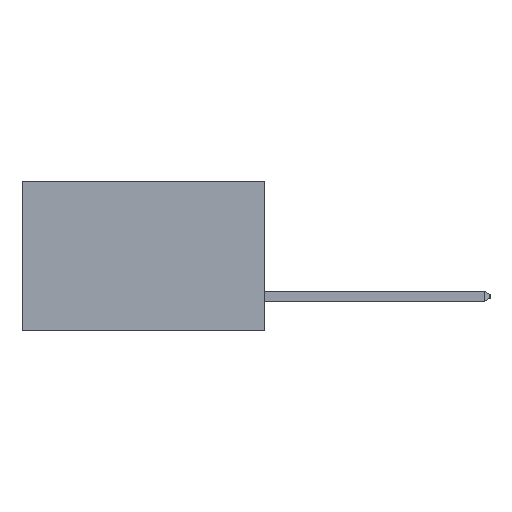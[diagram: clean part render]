
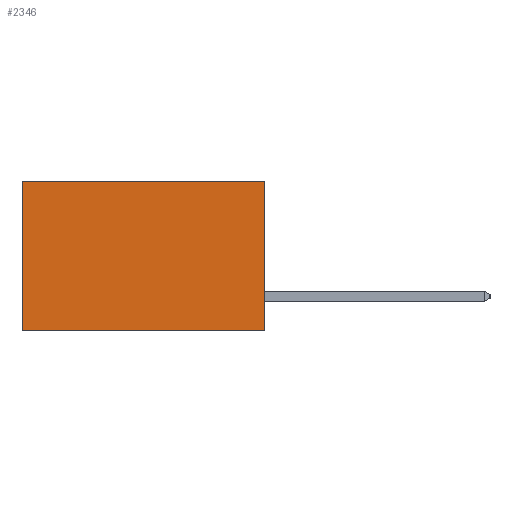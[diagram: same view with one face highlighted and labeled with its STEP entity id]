
A CAD part, left-side view. The second image highlights one B-rep face of the part: STEP entity #2346.
In plain terms, the highlighted planar face has unit normal (-1, 0, 0).
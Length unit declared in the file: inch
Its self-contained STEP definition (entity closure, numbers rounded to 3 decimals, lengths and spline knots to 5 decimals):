
#967 = EDGE_CURVE ( 'NONE', #11760, #2087, #18695, .T. ) ;
#1606 = CARTESIAN_POINT ( 'NONE',  ( 0.2615, 0., 0. ) ) ;
#2087 = VERTEX_POINT ( 'NONE', #13343 ) ;
#2346 = ADVANCED_FACE ( 'NONE', ( #7276 ), #3368, .F. ) ;
#2853 = AXIS2_PLACEMENT_3D ( 'NONE', #3592, #3302, #3281 ) ;
#3281 = DIRECTION ( 'NONE',  ( 0., 0., -1. ) ) ;
#3302 = DIRECTION ( 'NONE',  ( 1., 0., 0. ) ) ;
#3368 = PLANE ( 'NONE',  #2853 ) ;
#3547 = VECTOR ( 'NONE', #8544, 39.37008 ) ;
#3592 = CARTESIAN_POINT ( 'NONE',  ( 0.2615, 0., -0.37 ) ) ;
#4382 = VERTEX_POINT ( 'NONE', #7299 ) ;
#4533 = ORIENTED_EDGE ( 'NONE', *, *, #15368, .F. ) ;
#4890 = ORIENTED_EDGE ( 'NONE', *, *, #967, .T. ) ;
#5375 = CARTESIAN_POINT ( 'NONE',  ( 0.2615, 0., -0.37 ) ) ;
#5789 = EDGE_CURVE ( 'NONE', #12575, #11760, #14114, .T. ) ;
#6563 = VECTOR ( 'NONE', #9825, 39.37008 ) ;
#7007 = LINE ( 'NONE', #5375, #6563 ) ;
#7276 = FACE_OUTER_BOUND ( 'NONE', #12993, .T. ) ;
#7299 = CARTESIAN_POINT ( 'NONE',  ( 0.2615, 0., -0.37 ) ) ;
#7541 = ORIENTED_EDGE ( 'NONE', *, *, #5789, .T. ) ;
#7699 = CARTESIAN_POINT ( 'NONE',  ( 0.2615, 0.6, -0.37 ) ) ;
#8544 = DIRECTION ( 'NONE',  ( 0., 0., -1. ) ) ;
#9825 = DIRECTION ( 'NONE',  ( 0., 1., 0. ) ) ;
#10011 = CARTESIAN_POINT ( 'NONE',  ( 0.2615, 0., -0.37 ) ) ;
#10035 = CARTESIAN_POINT ( 'NONE',  ( 0.2615, 0.6, 0. ) ) ;
#10427 = EDGE_CURVE ( 'NONE', #12575, #4382, #13038, .T. ) ;
#11760 = VERTEX_POINT ( 'NONE', #10035 ) ;
#12575 = VERTEX_POINT ( 'NONE', #1606 ) ;
#12993 = EDGE_LOOP ( 'NONE', ( #4890, #4533, #14988, #7541 ) ) ;
#13038 = LINE ( 'NONE', #10011, #13485 ) ;
#13343 = CARTESIAN_POINT ( 'NONE',  ( 0.2615, 0.6, -0.37 ) ) ;
#13485 = VECTOR ( 'NONE', #18675, 39.37008 ) ;
#14114 = LINE ( 'NONE', #14146, #17895 ) ;
#14146 = CARTESIAN_POINT ( 'NONE',  ( 0.2615, 0., 0. ) ) ;
#14920 = DIRECTION ( 'NONE',  ( 0., 1., 0. ) ) ;
#14988 = ORIENTED_EDGE ( 'NONE', *, *, #10427, .F. ) ;
#15368 = EDGE_CURVE ( 'NONE', #4382, #2087, #7007, .T. ) ;
#17895 = VECTOR ( 'NONE', #14920, 39.37008 ) ;
#18675 = DIRECTION ( 'NONE',  ( 0., 0., -1. ) ) ;
#18695 = LINE ( 'NONE', #7699, #3547 ) ;
